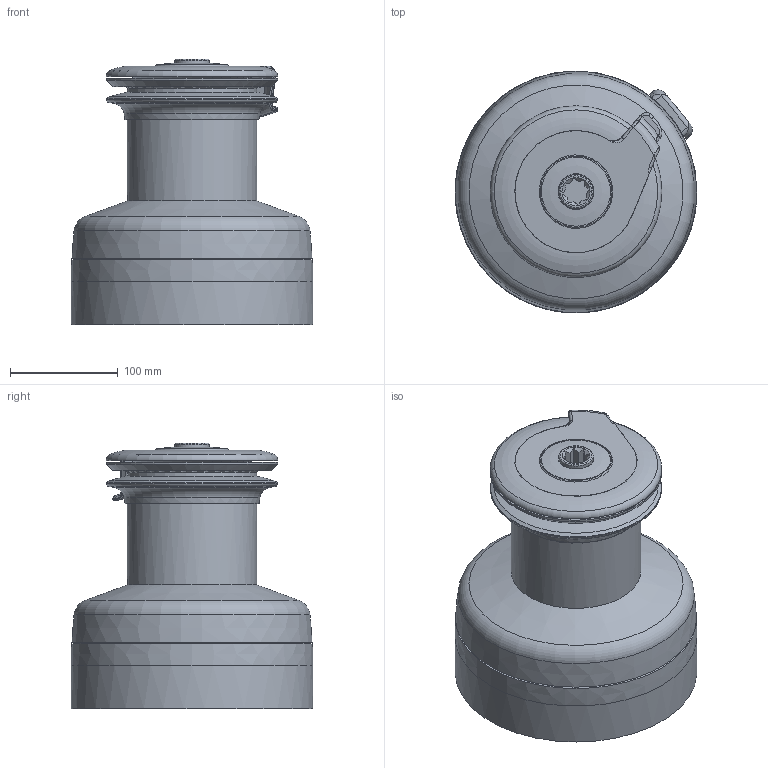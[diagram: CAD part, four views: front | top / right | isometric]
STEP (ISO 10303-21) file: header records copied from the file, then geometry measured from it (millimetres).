
FILE_DESCRIPTION(/* description */ (''),/* implementation_level */ '2;1');
FILE_NAME(/* name */ 'XT62.3.stp',/* time_stamp */ '2016-03-25T09:57:57+01:00',/* author */ ('gianni'),/* organization */ (''),/* preprocessor_version */ 'ST-DEVELOPER v16.1',/* originating_system */ 'Autodesk Inventor 2016',/* authorisation */ '');
FILE_SCHEMA (('AUTOMOTIVE_DESIGN { 1 0 10303 214 3 1 1 }'));
Length unit declared in the file: millimetre
Products named in the file (1): XT62.3
Bounding box: 224 x 224 x 246.14 mm (x, y, z)
Volume: 5823561.2 mm3; surface area: 257641.9 mm2
Topology: 1 solids, 1 shells, 179 faces, 449 edges, 290 vertices
Faces by surface type: plane 62, cylinder 55, bspline 32, torus 19, cone 11
Full cylindrical faces by diameter (mm): 8.25 x6, 8.4 x2, 13.5 x1, 31.72 x1, 32.2 x1, 120 x1, 159 x2, 224 x1
Entity records: 7295 total; most frequent: CARTESIAN_POINT 3430, ORIENTED_EDGE 804, DIRECTION 734, EDGE_CURVE 402, AXIS2_PLACEMENT_3D 305, VERTEX_POINT 277, EDGE_LOOP 233, FACE_OUTER_BOUND 179
